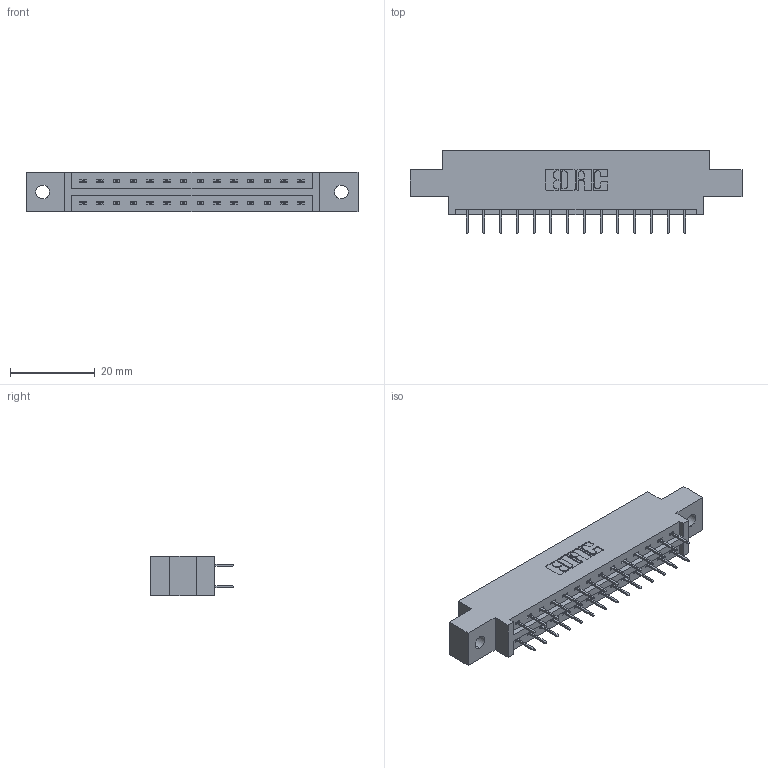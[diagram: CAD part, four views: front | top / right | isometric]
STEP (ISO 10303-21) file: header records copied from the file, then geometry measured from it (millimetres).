
FILE_DESCRIPTION (( 'STEP AP203' ), '1' );
FILE_NAME ('387-028-524-802.STEP', '2018-09-16T19:34:19', ( '' ), ( '' ), 'SwSTEP 2.0', 'SolidWorks 2016', '' );
FILE_SCHEMA (( 'CONFIG_CONTROL_DESIGN' ));
Length unit declared in the file: inch
Products named in the file (3): 337 Part_0.170 Offset - 0.128 Dia; 345-292-001_345-293-124; 387-028-524-802
Assembly tree (29 placements, depth 2):
  387-028-524-802
    337 Part_0.170 Offset - 0.128 Dia
    345-292-001_345-293-124  x28
Bounding box: 78.49 x 19.69 x 9.4 mm (x, y, z)
Volume: 7702.2 mm3; surface area: 8139.3 mm2
Topology: 29 solids, 29 shells, 1742 faces, 4943 edges, 3182 vertices
Faces by surface type: plane 1306, cylinder 436
Entity records: 14685 total; most frequent: CARTESIAN_POINT 2498, ORIENTED_EDGE 2434, DIRECTION 2177, EDGE_CURVE 1217, LINE 1093, VECTOR 1093, VERTEX_POINT 806, AXIS2_PLACEMENT_3D 542
